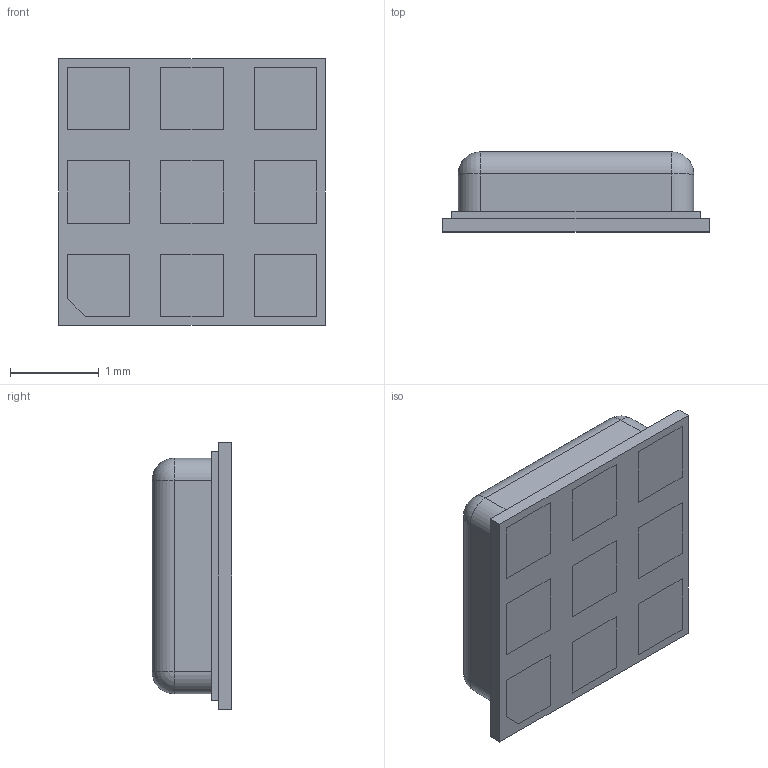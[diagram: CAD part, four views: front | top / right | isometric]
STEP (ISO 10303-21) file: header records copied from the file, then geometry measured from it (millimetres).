
FILE_DESCRIPTION (( 'STEP AP214' ), '1' );
FILE_NAME ('ENS160-BGLM.STEP', '2023-09-28T14:12:48', ( '' ), ( '' ), 'SwSTEP 2.0', 'SolidWorks 2021', '' );
FILE_SCHEMA (( 'AUTOMOTIVE_DESIGN' ));
Length unit declared in the file: millimetre
Products named in the file (1): ENS160-BGLM
Bounding box: 3 x 0.9 x 3 mm (x, y, z)
Volume: 6.5 mm3; surface area: 56.2 mm2
Topology: 12 solids, 12 shells, 137 faces, 298 edges, 192 vertices
Faces by surface type: plane 121, cylinder 12, sphere 4
Entity records: 3769 total; most frequent: CARTESIAN_POINT 624, DIRECTION 594, ORIENTED_EDGE 588, EDGE_CURVE 294, LINE 270, VECTOR 270, VERTEX_POINT 192, AXIS2_PLACEMENT_3D 162
